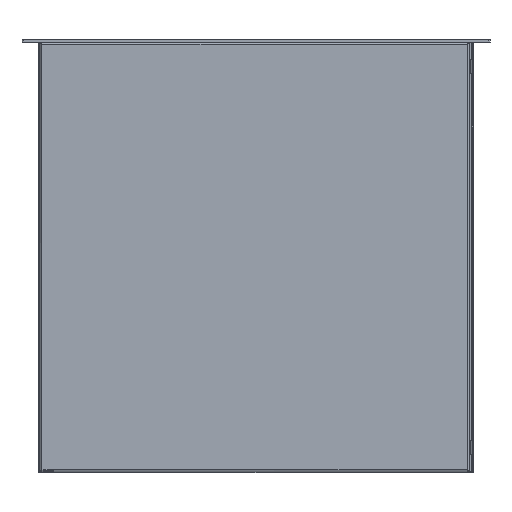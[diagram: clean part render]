
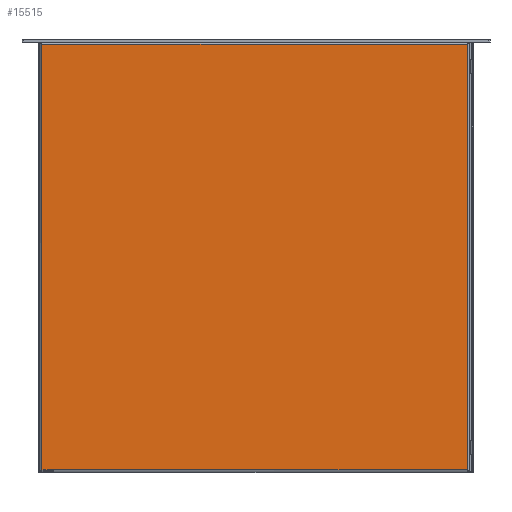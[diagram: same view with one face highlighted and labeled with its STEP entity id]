
A CAD part, front view. The second image highlights one B-rep face of the part: STEP entity #15515.
In plain terms, the highlighted planar face has unit normal (0, -1, 0).
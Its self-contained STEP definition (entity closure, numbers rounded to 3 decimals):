
#2=DIRECTION('',(-1.,0.,0.));
#3=VECTOR('',#2,10.);
#4=CARTESIAN_POINT('',(-429.,0.,2.));
#5=LINE('',#4,#3);
#18=DIRECTION('',(0.,0.,-1.));
#19=VECTOR('',#18,439.);
#20=CARTESIAN_POINT('',(-2.,0.,441.));
#21=LINE('',#20,#19);
#2404=DIRECTION('',(-1.,0.,0.));
#2405=VECTOR('',#2404,427.);
#2406=CARTESIAN_POINT('',(-2.,0.,2.));
#2407=LINE('',#2406,#2405);
#8358=DIRECTION('',(0.,0.,1.));
#8359=VECTOR('',#8358,439.);
#8360=CARTESIAN_POINT('',(-441.,0.,2.));
#8361=LINE('',#8360,#8359);
#11746=DIRECTION('',(1.,0.,0.));
#11747=VECTOR('',#11746,439.);
#11748=CARTESIAN_POINT('',(-441.,0.,441.));
#11749=LINE('',#11748,#11747);
#12022=DIRECTION('',(-1.,0.,0.));
#12023=VECTOR('',#12022,2.);
#12024=CARTESIAN_POINT('',(-439.,0.,2.));
#12025=LINE('',#12024,#12023);
#12104=CARTESIAN_POINT('',(-441.,0.,441.));
#12105=CARTESIAN_POINT('',(-2.,0.,441.));
#12106=VERTEX_POINT('',#12104);
#12107=VERTEX_POINT('',#12105);
#14608=CARTESIAN_POINT('',(-429.,0.,2.));
#14609=CARTESIAN_POINT('',(-439.,0.,2.));
#14610=VERTEX_POINT('',#14608);
#14611=VERTEX_POINT('',#14609);
#14801=CARTESIAN_POINT('',(-441.,0.,2.));
#14803=VERTEX_POINT('',#14801);
#14846=CARTESIAN_POINT('',(-2.,0.,2.));
#14847=VERTEX_POINT('',#14846);
#15496=CARTESIAN_POINT('',(0.,0.,0.));
#15497=DIRECTION('',(0.,1.,0.));
#15498=DIRECTION('',(1.,0.,0.));
#15499=AXIS2_PLACEMENT_3D('',#15496,#15497,#15498);
#15500=PLANE('',#15499);
#15502=ORIENTED_EDGE('',*,*,#15501,.T.);
#15504=ORIENTED_EDGE('',*,*,#15503,.T.);
#15506=ORIENTED_EDGE('',*,*,#15505,.T.);
#15508=ORIENTED_EDGE('',*,*,#15507,.T.);
#15510=ORIENTED_EDGE('',*,*,#15509,.T.);
#15512=ORIENTED_EDGE('',*,*,#15511,.T.);
#15513=EDGE_LOOP('',(#15502,#15504,#15506,#15508,#15510,#15512));
#15514=FACE_OUTER_BOUND('',#15513,.F.);
#15515=ADVANCED_FACE('',(#15514),#15500,.F.);
#15501=EDGE_CURVE('',#12107,#14847,#21,.T.);
#15503=EDGE_CURVE('',#14847,#14610,#2407,.T.);
#15505=EDGE_CURVE('',#14610,#14611,#5,.T.);
#15507=EDGE_CURVE('',#14611,#14803,#12025,.T.);
#15509=EDGE_CURVE('',#14803,#12106,#8361,.T.);
#15511=EDGE_CURVE('',#12106,#12107,#11749,.T.);
